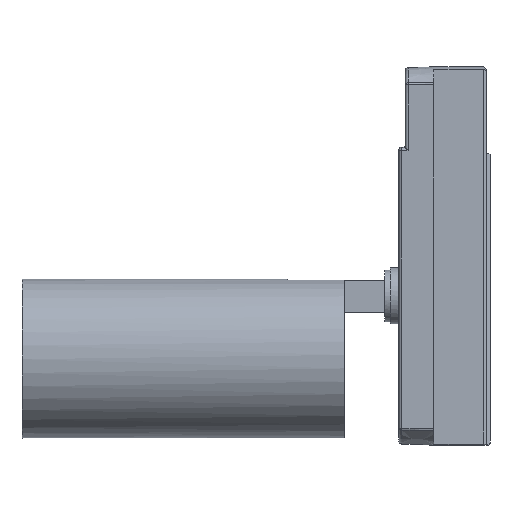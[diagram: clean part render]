
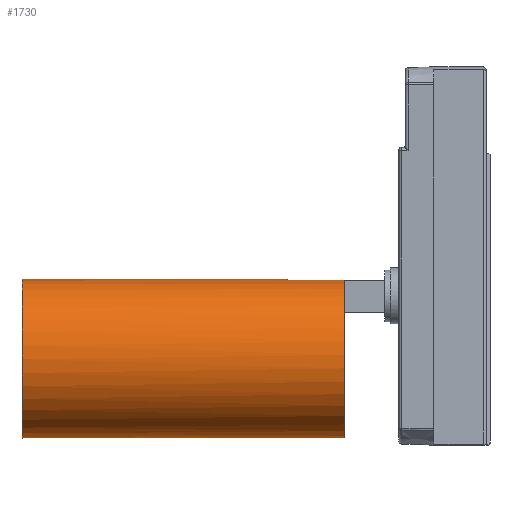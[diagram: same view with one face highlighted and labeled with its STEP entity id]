
A CAD part, front view. The second image highlights one B-rep face of the part: STEP entity #1730.
In plain terms, the highlighted cylindrical face has radius 40 mm (diameter 80 mm), a full revolution.
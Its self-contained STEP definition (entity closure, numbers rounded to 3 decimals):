
#8 = DIRECTION ( 'NONE',  ( 0., 0., -1. ) ) ;
#75 = DIRECTION ( 'NONE',  ( 0., 0., 1. ) ) ;
#137 = DIRECTION ( 'NONE',  ( 0., 1., 0. ) ) ;
#174 = EDGE_CURVE ( 'NONE', #2229, #2155, #2502, .T. ) ;
#239 = DIRECTION ( 'NONE',  ( 0., -1., 0. ) ) ;
#303 = ORIENTED_EDGE ( 'NONE', *, *, #3605, .T. ) ;
#307 = AXIS2_PLACEMENT_3D ( 'NONE', #3923, #3601, #1082 ) ;
#383 = VERTEX_POINT ( 'NONE', #2402 ) ;
#504 = ORIENTED_EDGE ( 'NONE', *, *, #3377, .T. ) ;
#562 = CARTESIAN_POINT ( 'NONE',  ( -0.022, -91.675, -207.179 ) ) ;
#693 = CARTESIAN_POINT ( 'NONE',  ( -6.422, -12.191, -241.279 ) ) ;
#888 = CIRCLE ( 'NONE', #307, 40. ) ;
#930 = DIRECTION ( 'NONE',  ( 0., -1., 0. ) ) ;
#985 = AXIS2_PLACEMENT_3D ( 'NONE', #2806, #8, #930 ) ;
#1051 = CARTESIAN_POINT ( 'NONE',  ( 6.378, -12.191, -241.279 ) ) ;
#1082 = DIRECTION ( 'NONE',  ( 0., 1., 0. ) ) ;
#1126 = FACE_OUTER_BOUND ( 'NONE', #3468, .T. ) ;
#1262 = AXIS2_PLACEMENT_3D ( 'NONE', #1729, #2262, #137 ) ;
#1377 = CIRCLE ( 'NONE', #985, 40. ) ;
#1445 = CIRCLE ( 'NONE', #3907, 40. ) ;
#1729 = CARTESIAN_POINT ( 'NONE',  ( -0.022, -51.675, -241.279 ) ) ;
#1730 = ADVANCED_FACE ( 'NONE', ( #3848, #1126 ), #1970, .T. ) ;
#1956 = LINE ( 'NONE', #1051, #2168 ) ;
#1970 = CYLINDRICAL_SURFACE ( 'NONE', #1262, 40. ) ;
#2155 = VERTEX_POINT ( 'NONE', #3066 ) ;
#2168 = VECTOR ( 'NONE', #75, 1000. ) ;
#2229 = VERTEX_POINT ( 'NONE', #3411 ) ;
#2262 = DIRECTION ( 'NONE',  ( 0., 0., 1. ) ) ;
#2319 = DIRECTION ( 'NONE',  ( 0., 0., 1. ) ) ;
#2402 = CARTESIAN_POINT ( 'NONE',  ( 6.378, -12.191, -73.579 ) ) ;
#2502 = LINE ( 'NONE', #693, #3595 ) ;
#2540 = EDGE_CURVE ( 'NONE', #3610, #3610, #1445, .T. ) ;
#2562 = VERTEX_POINT ( 'NONE', #3030 ) ;
#2628 = ORIENTED_EDGE ( 'NONE', *, *, #174, .T. ) ;
#2705 = CARTESIAN_POINT ( 'NONE',  ( -0.022, -51.675, -207.179 ) ) ;
#2806 = CARTESIAN_POINT ( 'NONE',  ( -0.022, -51.675, -73.579 ) ) ;
#2886 = ORIENTED_EDGE ( 'NONE', *, *, #3195, .T. ) ;
#3030 = CARTESIAN_POINT ( 'NONE',  ( 6.378, -12.191, -45.079 ) ) ;
#3066 = CARTESIAN_POINT ( 'NONE',  ( -6.422, -12.191, -73.579 ) ) ;
#3117 = ORIENTED_EDGE ( 'NONE', *, *, #2540, .T. ) ;
#3119 = EDGE_LOOP ( 'NONE', ( #504, #303, #2628, #2886 ) ) ;
#3195 = EDGE_CURVE ( 'NONE', #2155, #383, #1377, .T. ) ;
#3377 = EDGE_CURVE ( 'NONE', #383, #2562, #1956, .T. ) ;
#3411 = CARTESIAN_POINT ( 'NONE',  ( -6.422, -12.191, -45.079 ) ) ;
#3432 = DIRECTION ( 'NONE',  ( 0., 0., -1. ) ) ;
#3468 = EDGE_LOOP ( 'NONE', ( #3117 ) ) ;
#3595 = VECTOR ( 'NONE', #3432, 1000. ) ;
#3601 = DIRECTION ( 'NONE',  ( 0., 0., -1. ) ) ;
#3605 = EDGE_CURVE ( 'NONE', #2562, #2229, #888, .T. ) ;
#3610 = VERTEX_POINT ( 'NONE', #562 ) ;
#3848 = FACE_OUTER_BOUND ( 'NONE', #3119, .T. ) ;
#3907 = AXIS2_PLACEMENT_3D ( 'NONE', #2705, #2319, #239 ) ;
#3923 = CARTESIAN_POINT ( 'NONE',  ( -0.022, -51.675, -45.079 ) ) ;
